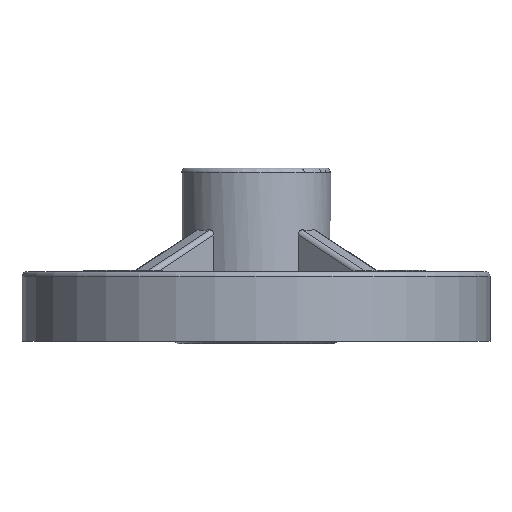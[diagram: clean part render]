
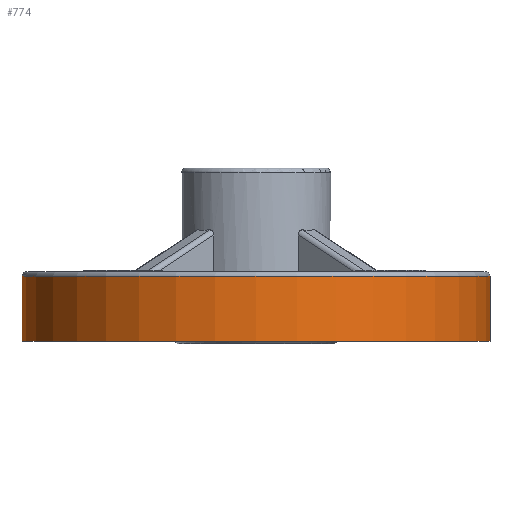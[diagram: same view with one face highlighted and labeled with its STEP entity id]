
A CAD part, front view. The second image highlights one B-rep face of the part: STEP entity #774.
In plain terms, the highlighted cylindrical face has radius 47.5 mm (diameter 95 mm), a full revolution.
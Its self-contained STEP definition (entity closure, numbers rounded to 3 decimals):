
#218=CYLINDRICAL_SURFACE('',#9409,47.5);
#774=ADVANCED_FACE('',(#2185,#2186),#218,.T.);
#2185=FACE_BOUND('',#2323,.T.);
#2186=FACE_BOUND('',#2324,.T.);
#2323=EDGE_LOOP('',(#3503));
#2324=EDGE_LOOP('',(#3504));
#2917=CIRCLE('',#9407,47.5);
#2918=CIRCLE('',#9408,47.5);
#3503=ORIENTED_EDGE('',*,*,#6965,.T.);
#3504=ORIENTED_EDGE('',*,*,#6966,.T.);
#6070=VERTEX_POINT('',#13721);
#6071=VERTEX_POINT('',#13723);
#6965=EDGE_CURVE('',#6070,#6070,#2917,.T.);
#6966=EDGE_CURVE('',#6071,#6071,#2918,.T.);
#9407=AXIS2_PLACEMENT_3D('',#13720,#10252,#10253);
#9408=AXIS2_PLACEMENT_3D('',#13722,#10254,#10255);
#9409=AXIS2_PLACEMENT_3D('',#13724,#10256,#10257);
#10252=DIRECTION('',(0.,0.,-1.));
#10253=DIRECTION('',(1.,0.,0.));
#10254=DIRECTION('',(0.,0.,1.));
#10255=DIRECTION('',(1.,0.,0.));
#10256=DIRECTION('',(0.,0.,1.));
#10257=DIRECTION('',(-1.,0.,0.));
#13720=CARTESIAN_POINT('',(-351.,-390.,13.2));
#13721=CARTESIAN_POINT('',(-303.5,-390.,13.2));
#13722=CARTESIAN_POINT('',(-351.,-390.,0.));
#13723=CARTESIAN_POINT('',(-303.5,-390.,0.));
#13724=CARTESIAN_POINT('',(-351.,-390.,0.));
